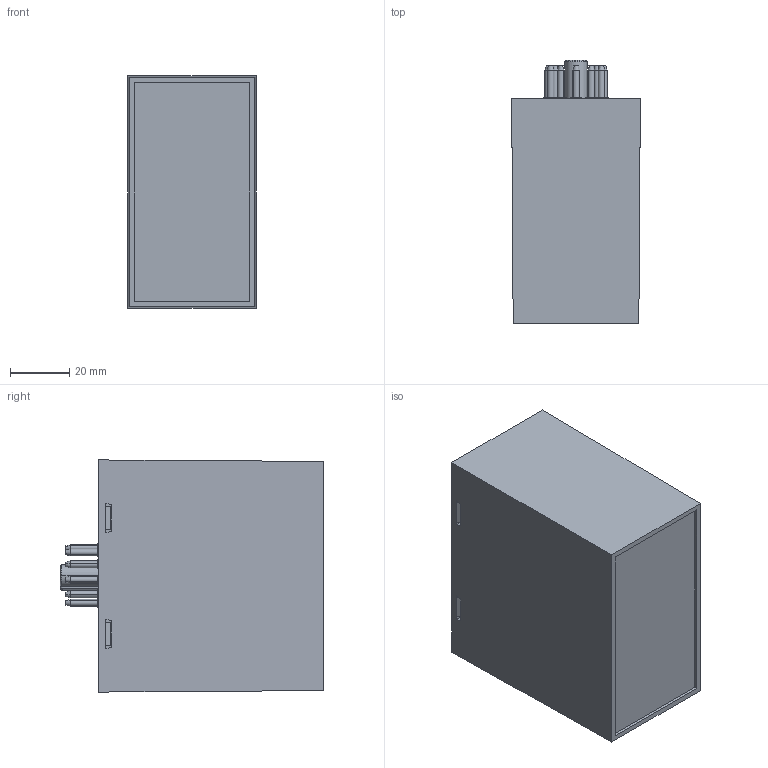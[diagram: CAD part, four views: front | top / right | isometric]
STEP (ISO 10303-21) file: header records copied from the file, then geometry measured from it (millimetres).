
FILE_DESCRIPTION (( 'STEP AP214' ), '1' );
FILE_NAME ('TPC-43-04.STEP', '2022-01-17T12:48:10', ( '' ), ( '' ), 'SwSTEP 2.0', 'SolidWorks 2017', '' );
FILE_SCHEMA (( 'AUTOMOTIVE_DESIGN' ));
Length unit declared in the file: millimetre
Products named in the file (23): PCB-Vertical-Plug-In; Pin; TPC-43-04; TopCover-TTP-43; BasePCB11Pins-TPP-43-1; BasePlate-11Pins; Baseplate-11pins-TBP-43-11
Assembly tree (17 placements, depth 3):
  PCB-Vertical-Plug-In
  Pin
  TPC-43-04
    TopCover-TTP-43
    Baseplate-11pins-TBP-43-11
      BasePlate-11Pins
      Pin  x11
      BasePCB11Pins-TPP-43-1
    PCB-Vertical-Plug-In  x2
  Pin
  Pin
Bounding box: 43.5 x 89 x 78.5 mm (x, y, z)
Volume: 64683.5 mm3; surface area: 79599.5 mm2
Topology: 16 solids, 16 shells, 367 faces, 790 edges, 508 vertices
Faces by surface type: cylinder 168, plane 150, cone 44, torus 3, sphere 2
Entity records: 6227 total; most frequent: DIRECTION 1061, CARTESIAN_POINT 987, ORIENTED_EDGE 912, EDGE_CURVE 456, AXIS2_PLACEMENT_3D 396, VERTEX_POINT 300, LINE 269, VECTOR 269
